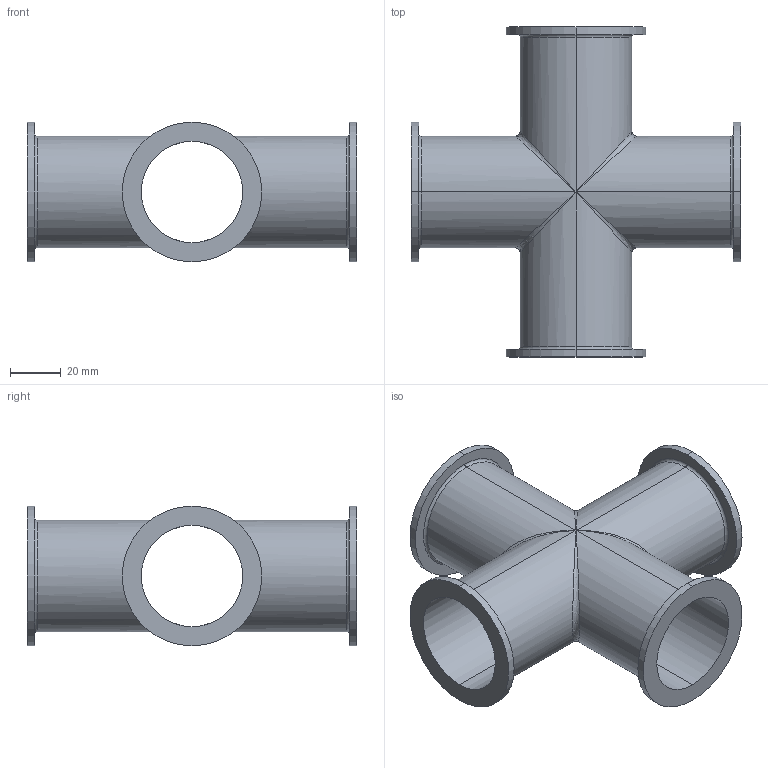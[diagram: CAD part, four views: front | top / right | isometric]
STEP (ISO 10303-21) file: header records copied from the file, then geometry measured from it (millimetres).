
FILE_DESCRIPTION((''),'2;1');
FILE_NAME('20251125_124806_AGES-40_PRT','2025-11-25T12:48:18',('ping'),(''),'CREO PARAMETRIC BY PTC INC, 2025102','CREO PARAMETRIC BY PTC INC, 2025102','');
FILE_SCHEMA(('CONFIG_CONTROL_DESIGN'));
Length unit declared in the file: millimetre
Products named in the file (1): 20251125_124806_AGES-40_PRT
Bounding box: 130 x 130 x 55 mm (x, y, z)
Volume: 64951.9 mm3; surface area: 62462.4 mm2
Topology: 1 solids, 1 shells, 44 faces, 92 edges, 44 vertices
Faces by surface type: cylinder 24, plane 8, torus 8, bspline 4
Entity records: 1998 total; most frequent: CARTESIAN_POINT 1068, DIRECTION 200, ORIENTED_EDGE 168, AXIS2_PLACEMENT_3D 88, EDGE_CURVE 84, EDGE_LOOP 52, CIRCLE 48, VERTEX_POINT 44
